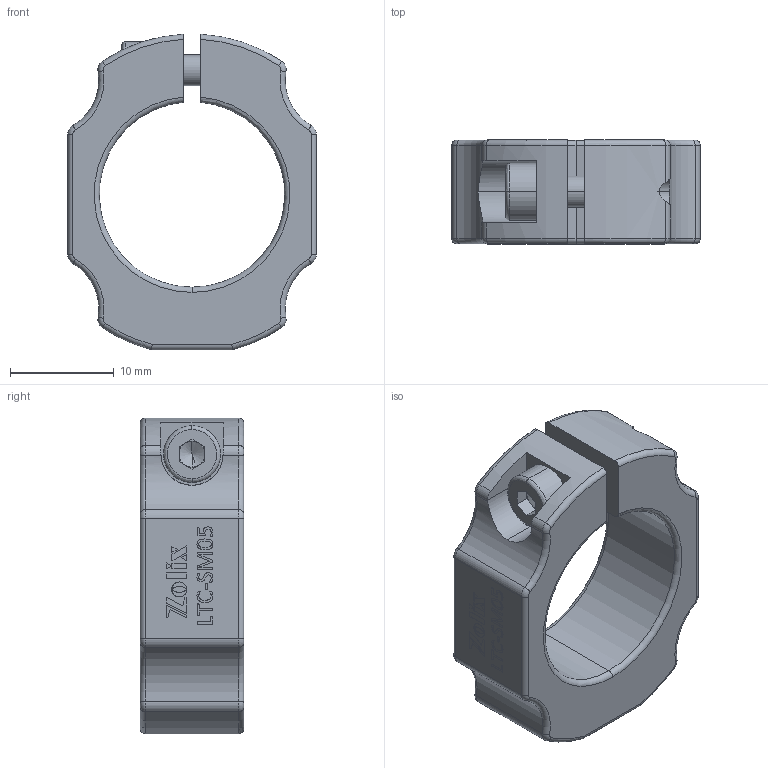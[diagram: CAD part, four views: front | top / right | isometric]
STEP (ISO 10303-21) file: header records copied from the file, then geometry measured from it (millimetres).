
FILE_DESCRIPTION (( 'STEP AP203' ), '1' );
FILE_NAME ('LTC-SM05.STEP', '2025-09-04T01:32:25', ( '' ), ( '' ), 'SwSTEP 2.0', 'SolidWorks 2020', '' );
FILE_SCHEMA (( 'CONFIG_CONTROL_DESIGN' ));
Length unit declared in the file: millimetre
Products named in the file (1): LTC-SM05
Bounding box: 24 x 10 x 30.48 mm (x, y, z)
Volume: 3385.7 mm3; surface area: 2610 mm2
Topology: 2 solids, 2 shells, 379 faces, 1015 edges, 659 vertices
Faces by surface type: plane 220, bspline 77, cylinder 38, torus 36, cone 8
Entity records: 13820 total; most frequent: CARTESIAN_POINT 5351, ORIENTED_EDGE 2026, DIRECTION 1282, EDGE_CURVE 1013, VERTEX_POINT 659, B_SPLINE_CURVE_WITH_KNOTS 483, AXIS2_PLACEMENT_3D 451, EDGE_LOOP 404
